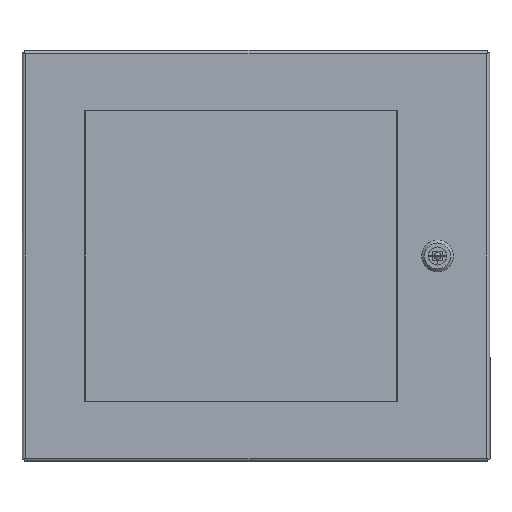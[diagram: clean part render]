
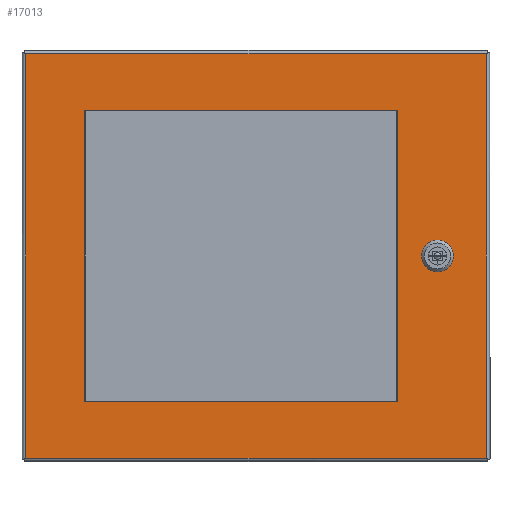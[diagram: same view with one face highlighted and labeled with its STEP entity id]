
A CAD part, front view. The second image highlights one B-rep face of the part: STEP entity #17013.
In plain terms, the highlighted planar face has unit normal (0, -1, 0).
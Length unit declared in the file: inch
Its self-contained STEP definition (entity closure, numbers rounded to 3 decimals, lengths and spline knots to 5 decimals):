
#280 = LINE ( 'NONE', #17555, #3921 ) ;
#497 = LINE ( 'NONE', #12444, #26852 ) ;
#1140 = CARTESIAN_POINT ( 'NONE',  ( -5.9195, -2.651, -5.0205 ) ) ;
#1558 = VECTOR ( 'NONE', #30271, 39.37008 ) ;
#1739 = CARTESIAN_POINT ( 'NONE',  ( 6.028, -2.651, -0.3955 ) ) ;
#1797 = CARTESIAN_POINT ( 'NONE',  ( -7.946, -2.651, 6.9715 ) ) ;
#1818 = PLANE ( 'NONE',  #11891 ) ;
#2094 = VERTEX_POINT ( 'NONE', #22309 ) ;
#2313 = VECTOR ( 'NONE', #27221, 39.37008 ) ;
#2414 = ORIENTED_EDGE ( 'NONE', *, *, #24352, .T. ) ;
#2804 = EDGE_CURVE ( 'NONE', #25752, #4085, #3144, .T. ) ;
#3070 = VECTOR ( 'NONE', #23910, 39.37008 ) ;
#3097 = VERTEX_POINT ( 'NONE', #13229 ) ;
#3144 = LINE ( 'NONE', #14918, #7633 ) ;
#3494 = LINE ( 'NONE', #1140, #13667 ) ;
#3817 = VECTOR ( 'NONE', #11561, 39.37008 ) ;
#3921 = VECTOR ( 'NONE', #21967, 39.37008 ) ;
#4085 = VERTEX_POINT ( 'NONE', #14500 ) ;
#4368 = VECTOR ( 'NONE', #22713, 39.37008 ) ;
#4398 = CARTESIAN_POINT ( 'NONE',  ( -7.946, -2.651, 6.9715 ) ) ;
#4723 = CARTESIAN_POINT ( 'NONE',  ( 6.49, -2.651, 0.3955 ) ) ;
#5019 = ORIENTED_EDGE ( 'NONE', *, *, #19729, .T. ) ;
#6067 = FACE_BOUND ( 'NONE', #18658, .T. ) ;
#6671 = VERTEX_POINT ( 'NONE', #10884 ) ;
#7167 = DIRECTION ( 'NONE',  ( 0., 0., -1. ) ) ;
#7264 = EDGE_LOOP ( 'NONE', ( #17415, #7680, #29209, #5019, #17549, #11598, #19629, #22021 ) ) ;
#7424 = DIRECTION ( 'NONE',  ( -0.707, 0., -0.707 ) ) ;
#7524 = VERTEX_POINT ( 'NONE', #22193 ) ;
#7632 = VECTOR ( 'NONE', #26590, 39.37008 ) ;
#7633 = VECTOR ( 'NONE', #19649, 39.37008 ) ;
#7680 = ORIENTED_EDGE ( 'NONE', *, *, #16416, .T. ) ;
#7745 = LINE ( 'NONE', #26942, #8198 ) ;
#8104 = VERTEX_POINT ( 'NONE', #15845 ) ;
#8198 = VECTOR ( 'NONE', #12007, 39.37008 ) ;
#8907 = EDGE_CURVE ( 'NONE', #18595, #7524, #25652, .T. ) ;
#9702 = EDGE_CURVE ( 'NONE', #30632, #23114, #25904, .T. ) ;
#9805 = LINE ( 'NONE', #24115, #23719 ) ;
#10125 = VECTOR ( 'NONE', #27013, 39.37008 ) ;
#10237 = ORIENTED_EDGE ( 'NONE', *, *, #19382, .T. ) ;
#10249 = EDGE_CURVE ( 'NONE', #6671, #2094, #280, .T. ) ;
#10548 = CARTESIAN_POINT ( 'NONE',  ( -5.9195, -2.651, 5.0205 ) ) ;
#10884 = CARTESIAN_POINT ( 'NONE',  ( 7.947, -2.651, -6.9715 ) ) ;
#10885 = DIRECTION ( 'NONE',  ( -1., 0., 0. ) ) ;
#11227 = CARTESIAN_POINT ( 'NONE',  ( -7.946, -2.651, -6.9715 ) ) ;
#11251 = CARTESIAN_POINT ( 'NONE',  ( -7.946, -2.651, -6.9715 ) ) ;
#11561 = DIRECTION ( 'NONE',  ( 0., 0., 1. ) ) ;
#11598 = ORIENTED_EDGE ( 'NONE', *, *, #14915, .T. ) ;
#11891 = AXIS2_PLACEMENT_3D ( 'NONE', #11251, #15640, #25424 ) ;
#12007 = DIRECTION ( 'NONE',  ( 1., 0., 0. ) ) ;
#12022 = ORIENTED_EDGE ( 'NONE', *, *, #23797, .T. ) ;
#12321 = VECTOR ( 'NONE', #18829, 39.37008 ) ;
#12444 = CARTESIAN_POINT ( 'NONE',  ( 6.6545, -2.651, -0.231 ) ) ;
#12519 = CARTESIAN_POINT ( 'NONE',  ( 4.871, -2.651, -5.0205 ) ) ;
#12628 = CARTESIAN_POINT ( 'NONE',  ( 6.49, -2.651, -0.3955 ) ) ;
#12703 = VERTEX_POINT ( 'NONE', #4723 ) ;
#13229 = CARTESIAN_POINT ( 'NONE',  ( 4.871, -2.651, 5.0205 ) ) ;
#13275 = EDGE_CURVE ( 'NONE', #7524, #8104, #16509, .T. ) ;
#13667 = VECTOR ( 'NONE', #10885, 39.37008 ) ;
#13903 = LINE ( 'NONE', #1797, #1558 ) ;
#13914 = LINE ( 'NONE', #16896, #3817 ) ;
#14116 = CARTESIAN_POINT ( 'NONE',  ( -5.9195, -2.651, -5.0205 ) ) ;
#14500 = CARTESIAN_POINT ( 'NONE',  ( 6.6545, -2.651, -0.231 ) ) ;
#14624 = VERTEX_POINT ( 'NONE', #27139 ) ;
#14915 = EDGE_CURVE ( 'NONE', #4085, #18595, #497, .T. ) ;
#14918 = CARTESIAN_POINT ( 'NONE',  ( 6.6545, -2.651, -0.231 ) ) ;
#15640 = DIRECTION ( 'NONE',  ( 0., -1., 0. ) ) ;
#15704 = EDGE_CURVE ( 'NONE', #8104, #20284, #26664, .T. ) ;
#15845 = CARTESIAN_POINT ( 'NONE',  ( 5.8635, -2.651, -0.231 ) ) ;
#16416 = EDGE_CURVE ( 'NONE', #20284, #14624, #19987, .T. ) ;
#16509 = LINE ( 'NONE', #28142, #3070 ) ;
#16669 = VERTEX_POINT ( 'NONE', #14116 ) ;
#16896 = CARTESIAN_POINT ( 'NONE',  ( -5.9195, -2.651, 5.0205 ) ) ;
#17013 = ADVANCED_FACE ( 'NONE', ( #22905, #27614, #6067 ), #1818, .T. ) ;
#17415 = ORIENTED_EDGE ( 'NONE', *, *, #15704, .T. ) ;
#17510 = EDGE_LOOP ( 'NONE', ( #25175, #2414, #29689, #12022 ) ) ;
#17549 = ORIENTED_EDGE ( 'NONE', *, *, #2804, .T. ) ;
#17555 = CARTESIAN_POINT ( 'NONE',  ( 7.947, -2.651, -6.9715 ) ) ;
#17595 = CARTESIAN_POINT ( 'NONE',  ( 5.8635, -2.651, 0.231 ) ) ;
#18595 = VERTEX_POINT ( 'NONE', #12628 ) ;
#18658 = EDGE_LOOP ( 'NONE', ( #19716, #24808, #10237, #27079 ) ) ;
#18829 = DIRECTION ( 'NONE',  ( 0., 0., 1. ) ) ;
#18841 = VECTOR ( 'NONE', #26466, 39.37008 ) ;
#19232 = CARTESIAN_POINT ( 'NONE',  ( 6.49, -2.651, 0.3955 ) ) ;
#19382 = EDGE_CURVE ( 'NONE', #16669, #27988, #13914, .T. ) ;
#19629 = ORIENTED_EDGE ( 'NONE', *, *, #8907, .T. ) ;
#19649 = DIRECTION ( 'NONE',  ( 0., 0., -1. ) ) ;
#19716 = ORIENTED_EDGE ( 'NONE', *, *, #22075, .T. ) ;
#19729 = EDGE_CURVE ( 'NONE', #12703, #25752, #30720, .T. ) ;
#19987 = LINE ( 'NONE', #29590, #2313 ) ;
#20284 = VERTEX_POINT ( 'NONE', #17595 ) ;
#20747 = VERTEX_POINT ( 'NONE', #12519 ) ;
#21469 = EDGE_CURVE ( 'NONE', #27988, #3097, #24645, .T. ) ;
#21967 = DIRECTION ( 'NONE',  ( 0., 0., 1. ) ) ;
#22021 = ORIENTED_EDGE ( 'NONE', *, *, #13275, .T. ) ;
#22075 = EDGE_CURVE ( 'NONE', #3097, #20747, #9805, .T. ) ;
#22125 = CARTESIAN_POINT ( 'NONE',  ( 4.871, -2.651, 5.0205 ) ) ;
#22193 = CARTESIAN_POINT ( 'NONE',  ( 6.028, -2.651, -0.3955 ) ) ;
#22304 = EDGE_CURVE ( 'NONE', #20747, #16669, #3494, .T. ) ;
#22309 = CARTESIAN_POINT ( 'NONE',  ( 7.947, -2.651, 6.9715 ) ) ;
#22354 = VECTOR ( 'NONE', #7167, 39.37008 ) ;
#22713 = DIRECTION ( 'NONE',  ( -1., 0., 0. ) ) ;
#22905 = FACE_OUTER_BOUND ( 'NONE', #17510, .T. ) ;
#23114 = VERTEX_POINT ( 'NONE', #11227 ) ;
#23699 = CARTESIAN_POINT ( 'NONE',  ( 5.8635, -2.651, 0.231 ) ) ;
#23719 = VECTOR ( 'NONE', #28683, 39.37008 ) ;
#23797 = EDGE_CURVE ( 'NONE', #23114, #6671, #29740, .T. ) ;
#23910 = DIRECTION ( 'NONE',  ( -0.707, 0., 0.707 ) ) ;
#24115 = CARTESIAN_POINT ( 'NONE',  ( 4.871, -2.651, -5.0205 ) ) ;
#24352 = EDGE_CURVE ( 'NONE', #2094, #30632, #13903, .T. ) ;
#24645 = LINE ( 'NONE', #22125, #10125 ) ;
#24761 = CARTESIAN_POINT ( 'NONE',  ( 6.6545, -2.651, 0.231 ) ) ;
#24808 = ORIENTED_EDGE ( 'NONE', *, *, #22304, .T. ) ;
#25175 = ORIENTED_EDGE ( 'NONE', *, *, #10249, .T. ) ;
#25424 = DIRECTION ( 'NONE',  ( 0., 0., -1. ) ) ;
#25652 = LINE ( 'NONE', #1739, #4368 ) ;
#25752 = VERTEX_POINT ( 'NONE', #24761 ) ;
#25904 = LINE ( 'NONE', #28563, #22354 ) ;
#26466 = DIRECTION ( 'NONE',  ( 0.707, 0., -0.707 ) ) ;
#26590 = DIRECTION ( 'NONE',  ( 1., 0., 0. ) ) ;
#26664 = LINE ( 'NONE', #23699, #12321 ) ;
#26751 = EDGE_CURVE ( 'NONE', #14624, #12703, #7745, .T. ) ;
#26852 = VECTOR ( 'NONE', #7424, 39.37008 ) ;
#26942 = CARTESIAN_POINT ( 'NONE',  ( 6.49, -2.651, 0.3955 ) ) ;
#27013 = DIRECTION ( 'NONE',  ( 1., 0., 0. ) ) ;
#27079 = ORIENTED_EDGE ( 'NONE', *, *, #21469, .T. ) ;
#27139 = CARTESIAN_POINT ( 'NONE',  ( 6.028, -2.651, 0.3955 ) ) ;
#27221 = DIRECTION ( 'NONE',  ( 0.707, 0., 0.707 ) ) ;
#27614 = FACE_BOUND ( 'NONE', #7264, .T. ) ;
#27988 = VERTEX_POINT ( 'NONE', #10548 ) ;
#28142 = CARTESIAN_POINT ( 'NONE',  ( 5.8635, -2.651, -0.231 ) ) ;
#28563 = CARTESIAN_POINT ( 'NONE',  ( -7.946, -2.651, -6.9715 ) ) ;
#28683 = DIRECTION ( 'NONE',  ( 0., 0., -1. ) ) ;
#29209 = ORIENTED_EDGE ( 'NONE', *, *, #26751, .T. ) ;
#29266 = CARTESIAN_POINT ( 'NONE',  ( -7.946, -2.651, -6.9715 ) ) ;
#29590 = CARTESIAN_POINT ( 'NONE',  ( 6.028, -2.651, 0.3955 ) ) ;
#29689 = ORIENTED_EDGE ( 'NONE', *, *, #9702, .T. ) ;
#29740 = LINE ( 'NONE', #29266, #7632 ) ;
#30271 = DIRECTION ( 'NONE',  ( -1., 0., 0. ) ) ;
#30632 = VERTEX_POINT ( 'NONE', #4398 ) ;
#30720 = LINE ( 'NONE', #19232, #18841 ) ;
